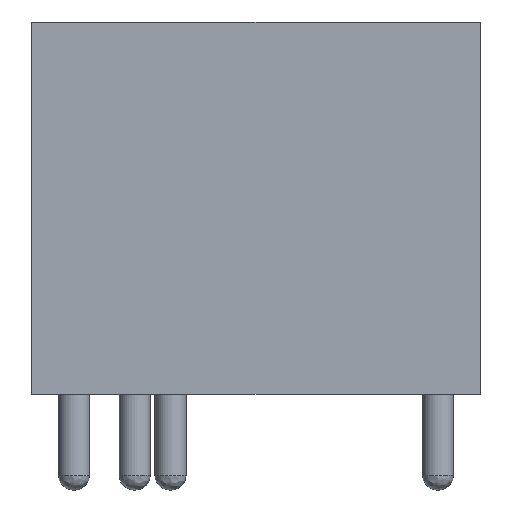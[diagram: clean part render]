
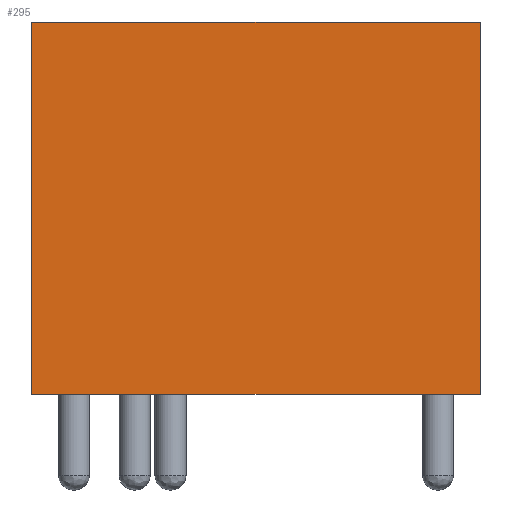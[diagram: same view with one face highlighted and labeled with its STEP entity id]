
A CAD part, left-side view. The second image highlights one B-rep face of the part: STEP entity #295.
In plain terms, the highlighted planar face has unit normal (-1, 0, 0).
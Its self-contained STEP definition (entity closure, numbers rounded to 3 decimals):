
#59=FACE_OUTER_BOUND('',#85,.T.);
#85=EDGE_LOOP('',(#217,#218,#219,#220));
#110=LINE('',#487,#127);
#114=LINE('',#496,#131);
#117=LINE('',#501,#134);
#118=LINE('',#503,#135);
#127=VECTOR('',#384,10.);
#131=VECTOR('',#392,10.);
#134=VECTOR('',#397,10.);
#135=VECTOR('',#400,10.);
#142=VERTEX_POINT('',#481);
#144=VERTEX_POINT('',#485);
#147=VERTEX_POINT('',#495);
#148=VERTEX_POINT('',#499);
#167=EDGE_CURVE('',#142,#144,#110,.T.);
#171=EDGE_CURVE('',#142,#147,#114,.T.);
#174=EDGE_CURVE('',#144,#148,#117,.T.);
#175=EDGE_CURVE('',#147,#148,#118,.T.);
#217=ORIENTED_EDGE('',*,*,#167,.T.);
#218=ORIENTED_EDGE('',*,*,#174,.T.);
#219=ORIENTED_EDGE('',*,*,#175,.F.);
#220=ORIENTED_EDGE('',*,*,#171,.F.);
#279=PLANE('',#340);
#295=ADVANCED_FACE('',(#59),#279,.T.);
#340=AXIS2_PLACEMENT_3D('',#502,#398,#399);
#384=DIRECTION('',(0.,-1.,0.));
#392=DIRECTION('',(0.,0.,1.));
#397=DIRECTION('',(0.,0.,1.));
#398=DIRECTION('center_axis',(-1.,0.,0.));
#399=DIRECTION('ref_axis',(0.,-1.,0.));
#400=DIRECTION('',(0.,-1.,0.));
#481=CARTESIAN_POINT('',(-5.3,9.4,4.));
#485=CARTESIAN_POINT('',(-5.3,-9.4,4.));
#487=CARTESIAN_POINT('',(-5.3,4.7,4.));
#495=CARTESIAN_POINT('',(-5.3,9.4,19.6));
#496=CARTESIAN_POINT('',(-5.3,9.4,0.));
#499=CARTESIAN_POINT('',(-5.3,-9.4,19.6));
#501=CARTESIAN_POINT('',(-5.3,-9.4,0.));
#502=CARTESIAN_POINT('Origin',(-5.3,9.4,0.));
#503=CARTESIAN_POINT('',(-5.3,-9.4,19.6));
